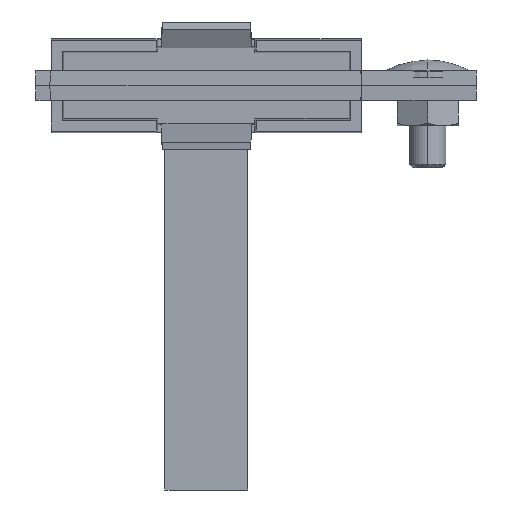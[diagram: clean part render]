
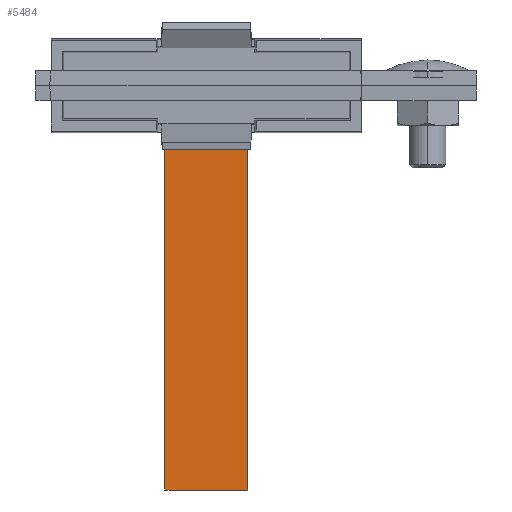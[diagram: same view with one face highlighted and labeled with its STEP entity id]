
A CAD part, front view. The second image highlights one B-rep face of the part: STEP entity #5484.
In plain terms, the highlighted planar face has unit normal (0, -1, 0).
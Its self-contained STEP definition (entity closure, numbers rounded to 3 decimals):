
#687 = EDGE_CURVE ( 'NONE', #11066, #6016, #6295, .T. ) ;
#1079 = DIRECTION ( 'NONE',  ( -1., 0., 0. ) ) ;
#1126 = VECTOR ( 'NONE', #3371, 1000. ) ;
#1198 = DIRECTION ( 'NONE',  ( 0., 0., -1. ) ) ;
#1302 = EDGE_LOOP ( 'NONE', ( #8406, #3767, #5141, #2811 ) ) ;
#1697 = LINE ( 'NONE', #9380, #1126 ) ;
#1977 = EDGE_CURVE ( 'NONE', #5405, #6016, #8993, .T. ) ;
#2192 = VECTOR ( 'NONE', #10174, 1000. ) ;
#2305 = AXIS2_PLACEMENT_3D ( 'NONE', #7828, #7941, #8674 ) ;
#2714 = FACE_OUTER_BOUND ( 'NONE', #1302, .T. ) ;
#2811 = ORIENTED_EDGE ( 'NONE', *, *, #6952, .T. ) ;
#3042 = CARTESIAN_POINT ( 'NONE',  ( 0., 8.65, 0.3 ) ) ;
#3167 = CARTESIAN_POINT ( 'NONE',  ( 23., 8.65, 120. ) ) ;
#3371 = DIRECTION ( 'NONE',  ( 0., 0., -1. ) ) ;
#3767 = ORIENTED_EDGE ( 'NONE', *, *, #1977, .F. ) ;
#4115 = CARTESIAN_POINT ( 'NONE',  ( 23., 8.65, 0.3 ) ) ;
#4676 = CARTESIAN_POINT ( 'NONE',  ( 23., 8.65, 120. ) ) ;
#4856 = VECTOR ( 'NONE', #1198, 1000. ) ;
#5141 = ORIENTED_EDGE ( 'NONE', *, *, #7727, .F. ) ;
#5405 = VERTEX_POINT ( 'NONE', #4115 ) ;
#5484 = ADVANCED_FACE ( 'NONE', ( #2714 ), #7774, .F. ) ;
#6016 = VERTEX_POINT ( 'NONE', #6022 ) ;
#6022 = CARTESIAN_POINT ( 'NONE',  ( 0., 8.65, 0.3 ) ) ;
#6295 = LINE ( 'NONE', #3042, #4856 ) ;
#6952 = EDGE_CURVE ( 'NONE', #10353, #11066, #9789, .T. ) ;
#7227 = CARTESIAN_POINT ( 'NONE',  ( 0., 8.65, 120. ) ) ;
#7727 = EDGE_CURVE ( 'NONE', #10353, #5405, #1697, .T. ) ;
#7774 = PLANE ( 'NONE',  #2305 ) ;
#7828 = CARTESIAN_POINT ( 'NONE',  ( 23., 8.65, 0.3 ) ) ;
#7941 = DIRECTION ( 'NONE',  ( 0., 1., 0. ) ) ;
#7987 = CARTESIAN_POINT ( 'NONE',  ( 23., 8.65, 0.3 ) ) ;
#8032 = VECTOR ( 'NONE', #1079, 1000. ) ;
#8406 = ORIENTED_EDGE ( 'NONE', *, *, #687, .T. ) ;
#8674 = DIRECTION ( 'NONE',  ( 0., 0., 1. ) ) ;
#8993 = LINE ( 'NONE', #7987, #8032 ) ;
#9380 = CARTESIAN_POINT ( 'NONE',  ( 23., 8.65, 0.3 ) ) ;
#9789 = LINE ( 'NONE', #4676, #2192 ) ;
#10174 = DIRECTION ( 'NONE',  ( -1., 0., 0. ) ) ;
#10353 = VERTEX_POINT ( 'NONE', #3167 ) ;
#11066 = VERTEX_POINT ( 'NONE', #7227 ) ;
